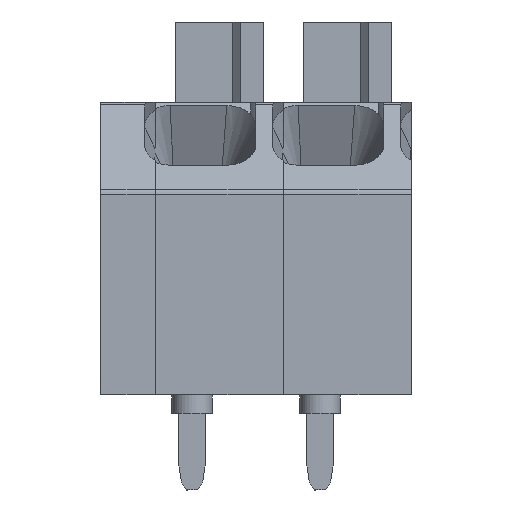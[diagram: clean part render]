
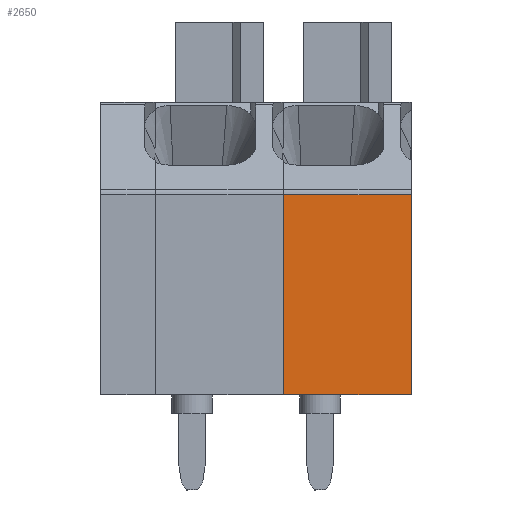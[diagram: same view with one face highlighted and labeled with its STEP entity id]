
A CAD part, front view. The second image highlights one B-rep face of the part: STEP entity #2650.
In plain terms, the highlighted planar face has unit normal (0, -1, 0).
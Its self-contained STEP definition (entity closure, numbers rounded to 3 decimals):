
#2625 = VERTEX_POINT('',#2626);
#2626 = CARTESIAN_POINT('',(6.,-8.,0.));
#2632 = EDGE_CURVE('',#2625,#2633,#2635,.T.);
#2633 = VERTEX_POINT('',#2634);
#2634 = CARTESIAN_POINT('',(2.5,-8.,0.));
#2635 = LINE('',#2636,#2637);
#2636 = CARTESIAN_POINT('',(6.,-8.,0.));
#2637 = VECTOR('',#2638,1.);
#2638 = DIRECTION('',(-1.,0.,0.));
#2650 = ADVANCED_FACE('',(#2651),#2676,.T.);
#2651 = FACE_BOUND('',#2652,.T.);
#2652 = EDGE_LOOP('',(#2653,#2661,#2662,#2670));
#2653 = ORIENTED_EDGE('',*,*,#2654,.T.);
#2654 = EDGE_CURVE('',#2655,#2633,#2657,.T.);
#2655 = VERTEX_POINT('',#2656);
#2656 = CARTESIAN_POINT('',(2.5,-8.,5.478));
#2657 = LINE('',#2658,#2659);
#2658 = CARTESIAN_POINT('',(2.5,-8.,0.262));
#2659 = VECTOR('',#2660,1.);
#2660 = DIRECTION('',(0.,0.,-1.));
#2661 = ORIENTED_EDGE('',*,*,#2632,.F.);
#2662 = ORIENTED_EDGE('',*,*,#2663,.T.);
#2663 = EDGE_CURVE('',#2625,#2664,#2666,.T.);
#2664 = VERTEX_POINT('',#2665);
#2665 = CARTESIAN_POINT('',(6.,-8.,5.478));
#2666 = LINE('',#2667,#2668);
#2667 = CARTESIAN_POINT('',(6.,-8.,0.262));
#2668 = VECTOR('',#2669,1.);
#2669 = DIRECTION('',(0.,0.,1.));
#2670 = ORIENTED_EDGE('',*,*,#2671,.F.);
#2671 = EDGE_CURVE('',#2655,#2664,#2672,.T.);
#2672 = LINE('',#2673,#2674);
#2673 = CARTESIAN_POINT('',(6.,-8.,5.478));
#2674 = VECTOR('',#2675,1.);
#2675 = DIRECTION('',(1.,0.,0.));
#2676 = PLANE('',#2677);
#2677 = AXIS2_PLACEMENT_3D('',#2678,#2679,#2680);
#2678 = CARTESIAN_POINT('',(6.,-8.,8.));
#2679 = DIRECTION('',(0.,-1.,0.));
#2680 = DIRECTION('',(1.,0.,0.));
